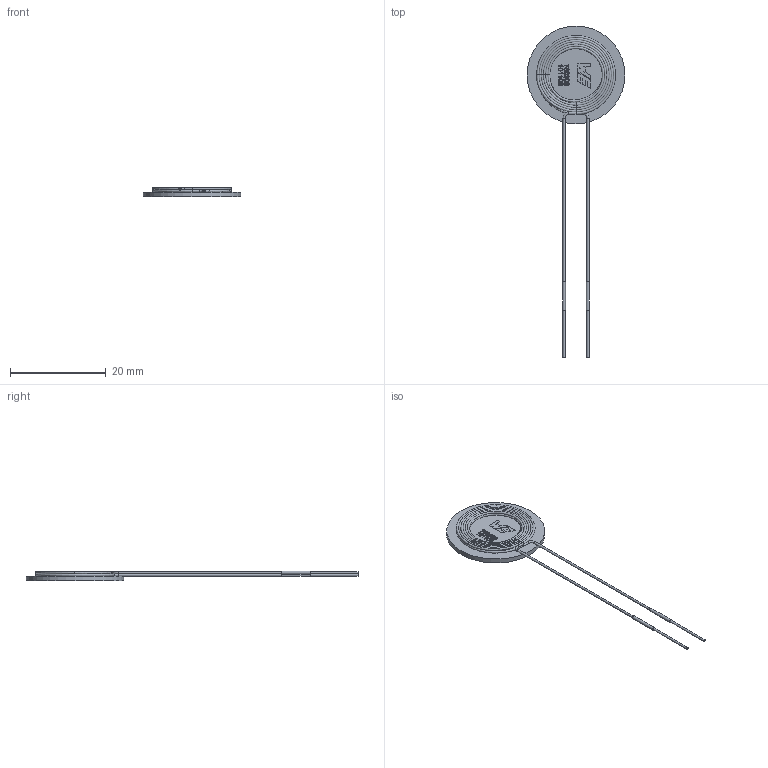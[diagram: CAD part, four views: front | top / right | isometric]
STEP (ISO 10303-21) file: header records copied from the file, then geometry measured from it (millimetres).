
FILE_DESCRIPTION(/* description */ ('Unknown'),/* implementation_level */ '2;1');
FILE_NAME(/* name */ 'L_Wurth_WE-WPCC-TX_760308101106',/* time_stamp */ '2025-04-18T11:32:34+08:00',/* author */ ('Unknown'),/* organization */ ('Unknown'),/* preprocessor_version */ 'ST-DEVELOPER v19.4',/* originating_system */ 'Solid Edge',/* authorisation */ 'Unknown');
FILE_SCHEMA (('AUTOMOTIVE_DESIGN {1 0 10303 214 3 1 1}'));
Length unit declared in the file: millimetre
Products named in the file (2): L_Wurth_WE-WPCC-TX_760308101106
Assembly tree (1 placements, depth 2):
  L_Wurth_WE-WPCC-TX_760308101106
    L_Wurth_WE-WPCC-TX_760308101106
Bounding box: 20.5 x 69.5 x 2.07 mm (x, y, z)
Volume: 429.6 mm3; surface area: 1597.7 mm2
Topology: 2 solids, 2 shells, 142 faces, 322 edges, 208 vertices
Faces by surface type: plane 80, bspline 35, torus 15, cylinder 12
Full cylindrical faces by diameter (mm): 0.45 x6, 0.61 x2, 20.5 x1
Entity records: 6710 total; most frequent: CARTESIAN_POINT 3066, ORIENTED_EDGE 528, DIRECTION 402, EDGE_CURVE 264, EDGE_LOOP 214, FACE_BOUND 214, VERTEX_POINT 198, AXIS2_PLACEMENT_3D 148
